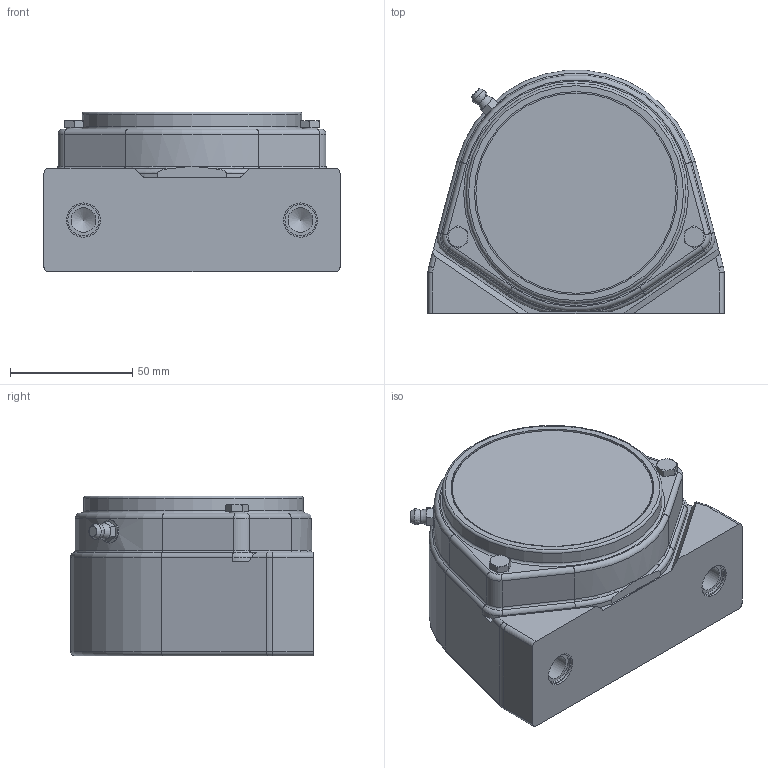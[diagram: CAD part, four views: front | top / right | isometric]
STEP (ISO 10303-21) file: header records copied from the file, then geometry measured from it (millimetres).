
FILE_DESCRIPTION(/* description */ (''),/* implementation_level */ '2;1');
FILE_NAME(/* name */ 'NG40S20.stp',/* time_stamp */ '2015-10-30T14:12:43+01:00',/* author */ ('fje'),/* organization */ (''),/* preprocessor_version */ 'ST-DEVELOPER v15.2',/* originating_system */ 'Autodesk Inventor 2014',/* authorisation */ '');
FILE_SCHEMA (('AUTOMOTIVE_DESIGN { 1 0 10303 214 3 1 1 }'));
Length unit declared in the file: millimetre
Products named in the file (1): Part102
Bounding box: 121.28 x 99.51 x 65.5 mm (x, y, z)
Volume: 393680.6 mm3; surface area: 113718.9 mm2
Topology: 6 solids, 15 shells, 454 faces, 1132 edges, 710 vertices
Faces by surface type: cylinder 163, plane 161, cone 68, torus 57, sphere 5
Full cylindrical faces by diameter (mm): 2.4 x2, 3 x4, 4.567 x2, 5 x2, 5.5 x2, 6 x2, 6.5 x4, 6.7 x2, 9 x1, 10.106 x2, 12.8 x2, 14 x2, 40 x2, 44.2 x1, 48.5 x1, 49.4 x2, 51 x1, 52 x2, 53.21 x2, 55.75 x1, 58 x1, 68.45 x1, 70.99 x4, 82 x2, 83.2 x1, 88 x2, 90 x1
Entity records: 13928 total; most frequent: CARTESIAN_POINT 3230, DIRECTION 2222, ORIENTED_EDGE 2050, EDGE_CURVE 996, AXIS2_PLACEMENT_3D 934, VERTEX_POINT 669, EDGE_LOOP 600, CIRCLE 474
